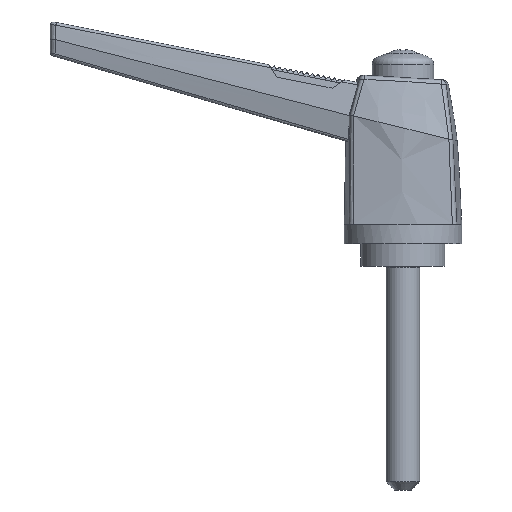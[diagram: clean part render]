
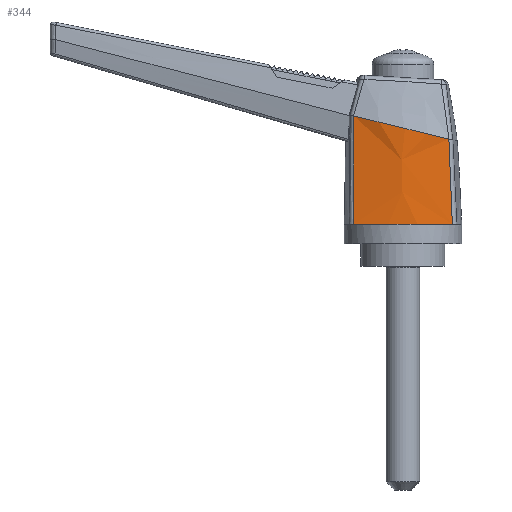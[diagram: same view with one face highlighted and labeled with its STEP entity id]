
A CAD part, front view. The second image highlights one B-rep face of the part: STEP entity #344.
In plain terms, the highlighted free-form (B-spline) face has degree [3, 3] with [6, 4] control points.
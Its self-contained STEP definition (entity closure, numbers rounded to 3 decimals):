
#344 = ADVANCED_FACE( '', ( #760 ), #761, .T. );
#760 = FACE_OUTER_BOUND( '', #2185, .T. );
#761 = B_SPLINE_SURFACE_WITH_KNOTS( '', 3, 3, ( ( #2186, #2187, #2188, #2189 ), ( #2190, #2191, #2192, #2193 ), ( #2194, #2195, #2196, #2197 ), ( #2198, #2199, #2200, #2201 ), ( #2202, #2203, #2204, #2205 ), ( #2206, #2207, #2208, #2209 ) ), .UNSPECIFIED., .F., .F., .F., ( 4, 2, 4 ), ( 4, 4 ), ( 0., 0.5, 1. ), ( 0., 1. ), .UNSPECIFIED. );
#2185 = EDGE_LOOP( '', ( #4380, #4381, #4382, #4383, #4384, #4385 ) );
#2186 = CARTESIAN_POINT( '', ( -9.476, -9.25, 0. ) );
#2187 = CARTESIAN_POINT( '', ( -9.428, -8.983, 6.495 ) );
#2188 = CARTESIAN_POINT( '', ( -9.38, -8.717, 12.99 ) );
#2189 = CARTESIAN_POINT( '', ( -9.333, -8.45, 19.486 ) );
#2190 = CARTESIAN_POINT( '', ( -6.364, -9.914, 0. ) );
#2191 = CARTESIAN_POINT( '', ( -6.392, -9.793, 6.26 ) );
#2192 = CARTESIAN_POINT( '', ( -6.42, -9.671, 12.52 ) );
#2193 = CARTESIAN_POINT( '', ( -6.449, -9.55, 18.779 ) );
#2194 = CARTESIAN_POINT( '', ( -3.182, -10.25, 0. ) );
#2195 = CARTESIAN_POINT( '', ( -3.252, -10.222, 6.01 ) );
#2196 = CARTESIAN_POINT( '', ( -3.322, -10.194, 12.02 ) );
#2197 = CARTESIAN_POINT( '', ( -3.392, -10.167, 18.031 ) );
#2198 = CARTESIAN_POINT( '', ( 3.182, -10.25, 0. ) );
#2199 = CARTESIAN_POINT( '', ( 3.04, -10.291, 5.508 ) );
#2200 = CARTESIAN_POINT( '', ( 2.897, -10.332, 11.017 ) );
#2201 = CARTESIAN_POINT( '', ( 2.755, -10.374, 16.525 ) );
#2202 = CARTESIAN_POINT( '', ( 6.364, -9.914, 0. ) );
#2203 = CARTESIAN_POINT( '', ( 6.19, -9.931, 5.256 ) );
#2204 = CARTESIAN_POINT( '', ( 6.017, -9.947, 10.513 ) );
#2205 = CARTESIAN_POINT( '', ( 5.844, -9.963, 15.769 ) );
#2206 = CARTESIAN_POINT( '', ( 9.476, -9.25, 0. ) );
#2207 = CARTESIAN_POINT( '', ( 9.248, -9.187, 5.016 ) );
#2208 = CARTESIAN_POINT( '', ( 9.02, -9.123, 10.031 ) );
#2209 = CARTESIAN_POINT( '', ( 8.792, -9.06, 15.047 ) );
#4380 = ORIENTED_EDGE( '', *, *, #5190, .F. );
#4381 = ORIENTED_EDGE( '', *, *, #5275, .T. );
#4382 = ORIENTED_EDGE( '', *, *, #5223, .T. );
#4383 = ORIENTED_EDGE( '', *, *, #5028, .T. );
#4384 = ORIENTED_EDGE( '', *, *, #5203, .T. );
#4385 = ORIENTED_EDGE( '', *, *, #5062, .T. );
#5028 = EDGE_CURVE( '', #5646, #5647, #5648, .T. );
#5062 = EDGE_CURVE( '', #5700, #5698, #5701, .T. );
#5190 = EDGE_CURVE( '', #5889, #5698, #5891, .T. );
#5203 = EDGE_CURVE( '', #5647, #5700, #5910, .T. );
#5223 = EDGE_CURVE( '', #5936, #5646, #5937, .T. );
#5275 = EDGE_CURVE( '', #5889, #5936, #6005, .T. );
#5646 = VERTEX_POINT( '', #6886 );
#5647 = VERTEX_POINT( '', #6887 );
#5648 = B_SPLINE_CURVE_WITH_KNOTS( '', 3, ( #6888, #6889, #6890, #6891, #6892, #6893 ), .UNSPECIFIED., .F., .F., ( 4, 2, 4 ), ( 0.364, 0.5, 0.636 ), .UNSPECIFIED. );
#5698 = VERTEX_POINT( '', #7067 );
#5700 = VERTEX_POINT( '', #7072 );
#5701 = B_SPLINE_CURVE_WITH_KNOTS( '', 3, ( #7073, #7074, #7075, #7076 ), .UNSPECIFIED., .F., .F., ( 4, 4 ), ( 0., 0.015 ), .UNSPECIFIED. );
#5889 = VERTEX_POINT( '', #7822 );
#5891 = B_SPLINE_CURVE_WITH_KNOTS( '', 3, ( #7827, #7828, #7829, #7830, #7831, #7832, #7833, #7834, #7835, #7836 ), .UNSPECIFIED., .F., .F., ( 4, 2, 2, 2, 4 ), ( 0.032, 0.25, 0.5, 0.75, 0.967 ), .UNSPECIFIED. );
#5910 = B_SPLINE_CURVE_WITH_KNOTS( '', 3, ( #7934, #7935, #7936, #7937 ), .UNSPECIFIED., .F., .F., ( 4, 4 ), ( 0.636, 0.965 ), .UNSPECIFIED. );
#5936 = VERTEX_POINT( '', #8020 );
#5937 = B_SPLINE_CURVE_WITH_KNOTS( '', 3, ( #8021, #8022, #8023, #8024 ), .UNSPECIFIED., .F., .F., ( 4, 4 ), ( 0.034, 0.364 ), .UNSPECIFIED. );
#6005 = B_SPLINE_CURVE_WITH_KNOTS( '', 3, ( #8195, #8196, #8197, #8198, #8199, #8200 ), .UNSPECIFIED., .F., .F., ( 4, 2, 4 ), ( 0., 0.01, 0.019 ), .UNSPECIFIED. );
#6886 = CARTESIAN_POINT( '', ( -2.588, -10.176, 0. ) );
#6887 = CARTESIAN_POINT( '', ( 2.588, -10.176, 0. ) );
#6888 = CARTESIAN_POINT( '', ( -2.588, -10.176, 0. ) );
#6889 = CARTESIAN_POINT( '', ( -1.726, -10.225, 0. ) );
#6890 = CARTESIAN_POINT( '', ( -0.863, -10.25, 0. ) );
#6891 = CARTESIAN_POINT( '', ( 0.863, -10.25, 0. ) );
#6892 = CARTESIAN_POINT( '', ( 1.726, -10.225, 0. ) );
#6893 = CARTESIAN_POINT( '', ( 2.588, -10.176, 0. ) );
#7067 = CARTESIAN_POINT( '', ( 8.209, -9.232, 15.19 ) );
#7072 = CARTESIAN_POINT( '', ( 8.83, -9.383, 0. ) );
#7073 = CARTESIAN_POINT( '', ( 8.83, -9.383, 0. ) );
#7074 = CARTESIAN_POINT( '', ( 8.622, -9.334, 5.063 ) );
#7075 = CARTESIAN_POINT( '', ( 8.415, -9.283, 10.126 ) );
#7076 = CARTESIAN_POINT( '', ( 8.209, -9.232, 15.19 ) );
#7822 = CARTESIAN_POINT( '', ( -8.781, -8.654, 19.35 ) );
#7827 = CARTESIAN_POINT( '', ( -8.781, -8.654, 19.35 ) );
#7828 = CARTESIAN_POINT( '', ( -7.512, -9.108, 19.04 ) );
#7829 = CARTESIAN_POINT( '', ( -6.217, -9.468, 18.723 ) );
#7830 = CARTESIAN_POINT( '', ( -3.385, -10.04, 18.029 ) );
#7831 = CARTESIAN_POINT( '', ( -1.859, -10.218, 17.655 ) );
#7832 = CARTESIAN_POINT( '', ( 1.222, -10.322, 16.901 ) );
#7833 = CARTESIAN_POINT( '', ( 2.756, -10.246, 16.525 ) );
#7834 = CARTESIAN_POINT( '', ( 5.612, -9.867, 15.826 ) );
#7835 = CARTESIAN_POINT( '', ( 6.92, -9.597, 15.505 ) );
#7836 = CARTESIAN_POINT( '', ( 8.209, -9.232, 15.19 ) );
#7934 = CARTESIAN_POINT( '', ( 2.588, -10.176, 0. ) );
#7935 = CARTESIAN_POINT( '', ( 4.683, -10.056, 0. ) );
#7936 = CARTESIAN_POINT( '', ( 6.771, -9.791, 0. ) );
#7937 = CARTESIAN_POINT( '', ( 8.83, -9.383, 0. ) );
#8020 = CARTESIAN_POINT( '', ( -8.83, -9.383, 0. ) );
#8021 = CARTESIAN_POINT( '', ( -8.83, -9.383, 0. ) );
#8022 = CARTESIAN_POINT( '', ( -6.771, -9.791, 0. ) );
#8023 = CARTESIAN_POINT( '', ( -4.684, -10.056, 0. ) );
#8024 = CARTESIAN_POINT( '', ( -2.588, -10.176, 0. ) );
#8195 = CARTESIAN_POINT( '', ( -8.781, -8.654, 19.35 ) );
#8196 = CARTESIAN_POINT( '', ( -8.788, -8.777, 16.125 ) );
#8197 = CARTESIAN_POINT( '', ( -8.797, -8.899, 12.9 ) );
#8198 = CARTESIAN_POINT( '', ( -8.813, -9.142, 6.45 ) );
#8199 = CARTESIAN_POINT( '', ( -8.822, -9.263, 3.225 ) );
#8200 = CARTESIAN_POINT( '', ( -8.83, -9.383, 0. ) );
